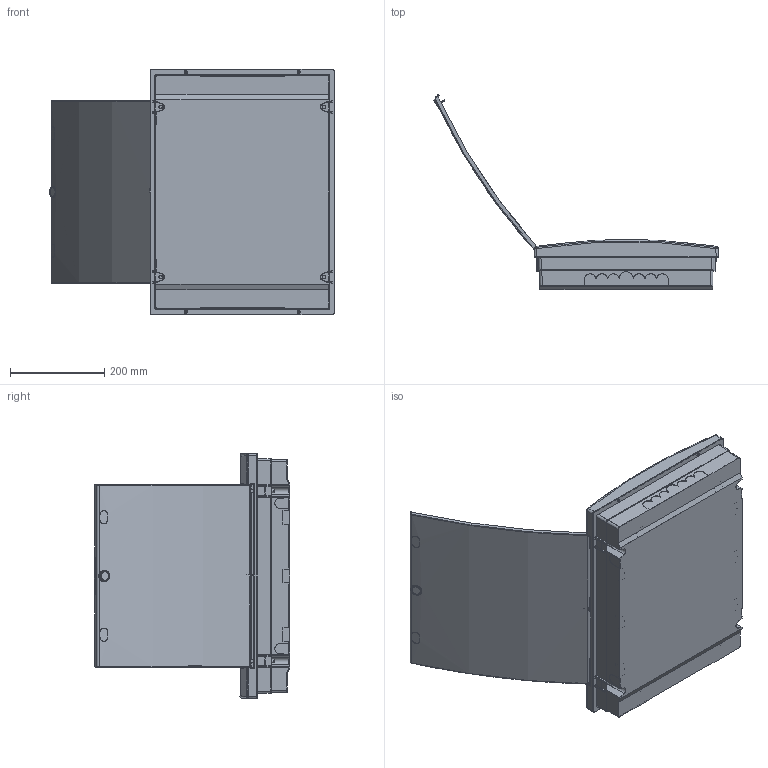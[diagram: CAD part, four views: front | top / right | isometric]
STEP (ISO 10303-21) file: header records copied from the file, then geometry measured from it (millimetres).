
FILE_DESCRIPTION(/* description */ ('Unknown'),/* implementation_level */ '2;1');
FILE_NAME(/* name */ 'ECM_3x18_PO_Mod',/* time_stamp */ '2020-05-15T13:30:06+02:00',/* author */ ('Unknown'),/* organization */ ('Unknown'),/* preprocessor_version */ 'ST-DEVELOPER v16.7',/* originating_system */ 'DEX',/* authorisation */ $);
FILE_SCHEMA (('AUTOMOTIVE_DESIGN {1 0 10303 214 3 1 1}'));
Length unit declared in the file: millimetre
Products named in the file (8): ECM_3x18_PO_Mod; Bottom_ECM_3x18; Front_ECM_3x18; Door_ECM_3x18; TH_18_Rail; Screw_M4x8; Screw_M4x16; ETI LOGO
Assembly tree (17 placements, depth 2):
  ECM_3x18_PO_Mod
    Bottom_ECM_3x18
    Front_ECM_3x18
    Door_ECM_3x18
    TH_18_Rail  x3
    Screw_M4x8  x6
    Screw_M4x16  x4
    ETI LOGO
Bounding box: 606.12 x 414.87 x 521.96 mm (x, y, z)
Volume: 1628496.5 mm3; surface area: 1578170.3 mm2
Topology: 19 solids, 19 shells, 1079 faces, 2831 edges, 1848 vertices
Faces by surface type: plane 715, cylinder 192, cone 124, torus 20, sphere 14, bspline 14
Full cylindrical faces by diameter (mm): 4 x16, 8 x10
Entity records: 25249 total; most frequent: CARTESIAN_POINT 5336, ORIENTED_EDGE 4130, DIRECTION 3946, EDGE_CURVE 2065, LINE 1452, VECTOR 1452, VERTEX_POINT 1392, AXIS2_PLACEMENT_3D 1247
